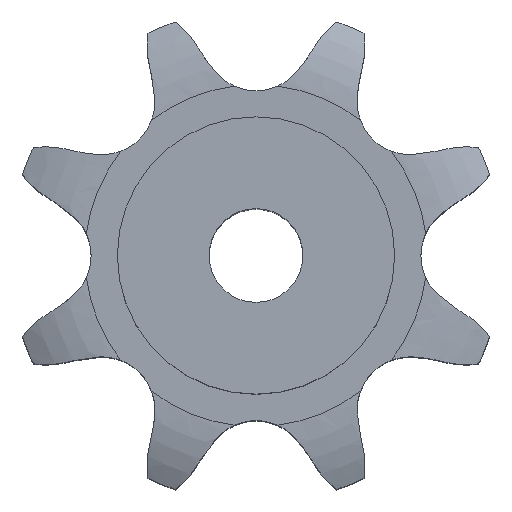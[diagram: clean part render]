
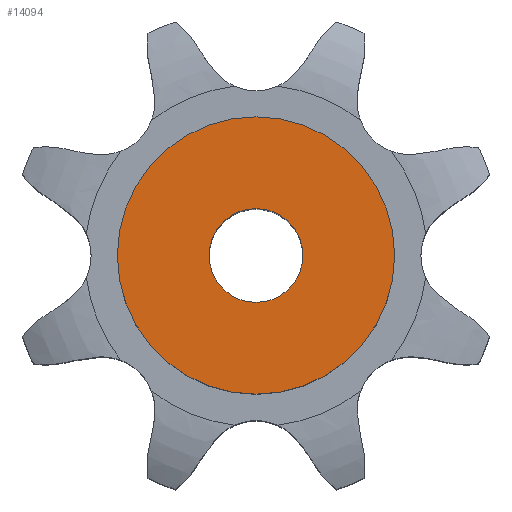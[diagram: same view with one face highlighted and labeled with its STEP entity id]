
A CAD part, top view. The second image highlights one B-rep face of the part: STEP entity #14094.
In plain terms, the highlighted planar face has unit normal (0, 0, 1).
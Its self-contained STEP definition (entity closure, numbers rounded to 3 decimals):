
#7657 = CYLINDRICAL_SURFACE('',#7658,12.5);
#7658 = AXIS2_PLACEMENT_3D('',#7659,#7660,#7661);
#7659 = CARTESIAN_POINT('',(0.,0.,265.076));
#7660 = DIRECTION('',(0.,0.,1.));
#7661 = DIRECTION('',(1.,0.,0.));
#9621 = EDGE_CURVE('',#9622,#9622,#9624,.T.);
#9622 = VERTEX_POINT('',#9623);
#9623 = CARTESIAN_POINT('',(12.5,0.,120.));
#9624 = SURFACE_CURVE('',#9625,(#9630,#9637),.PCURVE_S1.);
#9625 = CIRCLE('',#9626,12.5);
#9626 = AXIS2_PLACEMENT_3D('',#9627,#9628,#9629);
#9627 = CARTESIAN_POINT('',(0.,0.,120.));
#9628 = DIRECTION('',(0.,0.,1.));
#9629 = DIRECTION('',(1.,0.,0.));
#9630 = PCURVE('',#7657,#9631);
#9631 = DEFINITIONAL_REPRESENTATION('',(#9632),#9636);
#9632 = LINE('',#9633,#9634);
#9633 = CARTESIAN_POINT('',(0.,-145.076));
#9634 = VECTOR('',#9635,1.);
#9635 = DIRECTION('',(1.,0.));
#9636 = ( GEOMETRIC_REPRESENTATION_CONTEXT(2) 
PARAMETRIC_REPRESENTATION_CONTEXT() REPRESENTATION_CONTEXT('2D SPACE',''
  ) );
#9637 = PCURVE('',#9638,#9643);
#9638 = PLANE('',#9639);
#9639 = AXIS2_PLACEMENT_3D('',#9640,#9641,#9642);
#9640 = CARTESIAN_POINT('',(0.,0.,120.)
  );
#9641 = DIRECTION('',(0.,0.,1.));
#9642 = DIRECTION('',(1.,0.,0.));
#9643 = DEFINITIONAL_REPRESENTATION('',(#9644),#9648);
#9644 = CIRCLE('',#9645,12.5);
#9645 = AXIS2_PLACEMENT_2D('',#9646,#9647);
#9646 = CARTESIAN_POINT('',(0.,0.));
#9647 = DIRECTION('',(1.,0.));
#9648 = ( GEOMETRIC_REPRESENTATION_CONTEXT(2) 
PARAMETRIC_REPRESENTATION_CONTEXT() REPRESENTATION_CONTEXT('2D SPACE',''
  ) );
#14094 = ADVANCED_FACE('',(#14095,#14126),#9638,.T.);
#14095 = FACE_BOUND('',#14096,.T.);
#14096 = EDGE_LOOP('',(#14097));
#14097 = ORIENTED_EDGE('',*,*,#14098,.T.);
#14098 = EDGE_CURVE('',#14099,#14099,#14101,.T.);
#14099 = VERTEX_POINT('',#14100);
#14100 = CARTESIAN_POINT('',(37.,0.,120.));
#14101 = SURFACE_CURVE('',#14102,(#14107,#14114),.PCURVE_S1.);
#14102 = CIRCLE('',#14103,37.);
#14103 = AXIS2_PLACEMENT_3D('',#14104,#14105,#14106);
#14104 = CARTESIAN_POINT('',(0.,0.,120.));
#14105 = DIRECTION('',(0.,0.,1.));
#14106 = DIRECTION('',(1.,0.,0.));
#14107 = PCURVE('',#9638,#14108);
#14108 = DEFINITIONAL_REPRESENTATION('',(#14109),#14113);
#14109 = CIRCLE('',#14110,37.);
#14110 = AXIS2_PLACEMENT_2D('',#14111,#14112);
#14111 = CARTESIAN_POINT('',(0.,0.));
#14112 = DIRECTION('',(1.,0.));
#14113 = ( GEOMETRIC_REPRESENTATION_CONTEXT(2) 
PARAMETRIC_REPRESENTATION_CONTEXT() REPRESENTATION_CONTEXT('2D SPACE',''
  ) );
#14114 = PCURVE('',#14115,#14120);
#14115 = CYLINDRICAL_SURFACE('',#14116,37.);
#14116 = AXIS2_PLACEMENT_3D('',#14117,#14118,#14119);
#14117 = CARTESIAN_POINT('',(0.,0.,0.));
#14118 = DIRECTION('',(-0.,-0.,-1.));
#14119 = DIRECTION('',(1.,0.,0.));
#14120 = DEFINITIONAL_REPRESENTATION('',(#14121),#14125);
#14121 = LINE('',#14122,#14123);
#14122 = CARTESIAN_POINT('',(-0.,-120.));
#14123 = VECTOR('',#14124,1.);
#14124 = DIRECTION('',(-1.,0.));
#14125 = ( GEOMETRIC_REPRESENTATION_CONTEXT(2) 
PARAMETRIC_REPRESENTATION_CONTEXT() REPRESENTATION_CONTEXT('2D SPACE',''
  ) );
#14126 = FACE_BOUND('',#14127,.T.);
#14127 = EDGE_LOOP('',(#14128));
#14128 = ORIENTED_EDGE('',*,*,#9621,.F.);
